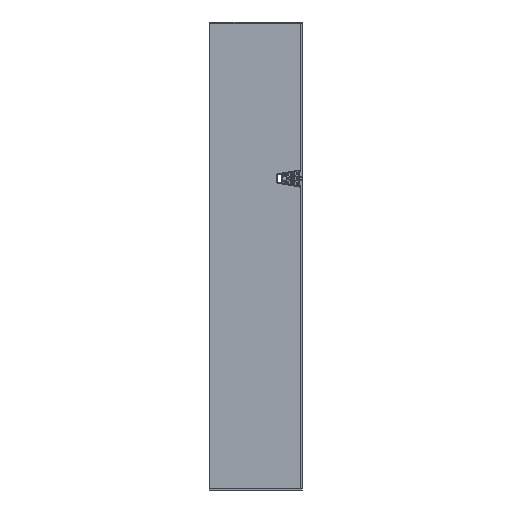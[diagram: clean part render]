
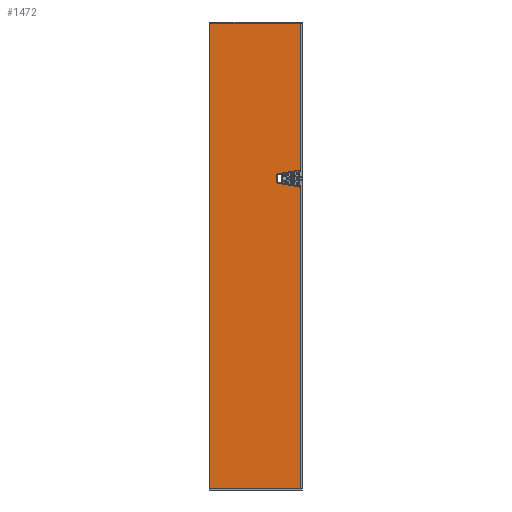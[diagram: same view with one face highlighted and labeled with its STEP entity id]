
A CAD part, front view. The second image highlights one B-rep face of the part: STEP entity #1472.
In plain terms, the highlighted planar face has unit normal (0, -1, 0).
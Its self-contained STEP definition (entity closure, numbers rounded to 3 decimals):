
#1472=ADVANCED_FACE('',(#3736),#3737,.T.);
#3736=FACE_OUTER_BOUND('',#6647,.T.);
#3737=PLANE('',#6648);
#6647=EDGE_LOOP('',(#14924,#14925,#14926,#14927,#14928,#14929,#14930,#14931,#14932,#14933));
#6648=AXIS2_PLACEMENT_3D('',#14934,#14935,#14936);
#14924=ORIENTED_EDGE('',*,*,#22489,.T.);
#14925=ORIENTED_EDGE('',*,*,#22490,.T.);
#14926=ORIENTED_EDGE('',*,*,#22218,.F.);
#14927=ORIENTED_EDGE('',*,*,#22394,.T.);
#14928=ORIENTED_EDGE('',*,*,#22491,.T.);
#14929=ORIENTED_EDGE('',*,*,#22438,.F.);
#14930=ORIENTED_EDGE('',*,*,#22214,.F.);
#14931=ORIENTED_EDGE('',*,*,#22492,.T.);
#14932=ORIENTED_EDGE('',*,*,#22493,.T.);
#14933=ORIENTED_EDGE('',*,*,#22494,.T.);
#14934=CARTESIAN_POINT('',(80.967,-291.558,0.0));
#14935=DIRECTION('',(0.,-1.0,0.));
#14936=DIRECTION('',(1.0,0.,0.));
#22214=EDGE_CURVE('',#27636,#27638,#27639,.T.);
#22218=EDGE_CURVE('',#27644,#27646,#27647,.T.);
#22394=EDGE_CURVE('',#27644,#27941,#27943,.T.);
#22438=EDGE_CURVE('',#27638,#28017,#28018,.T.);
#22489=EDGE_CURVE('',#28098,#28099,#28100,.F.);
#22490=EDGE_CURVE('',#28099,#27646,#28101,.T.);
#22491=EDGE_CURVE('',#27941,#28017,#28102,.T.);
#22492=EDGE_CURVE('',#27636,#28103,#28104,.T.);
#22493=EDGE_CURVE('',#28103,#28105,#28106,.F.);
#22494=EDGE_CURVE('',#28105,#28098,#28107,.T.);
#27636=VERTEX_POINT('',#35618);
#27638=VERTEX_POINT('',#35620);
#27639=LINE('',#35621,#35622);
#27644=VERTEX_POINT('',#35628);
#27646=VERTEX_POINT('',#35630);
#27647=LINE('',#35631,#35632);
#27941=VERTEX_POINT('',#36030);
#27943=LINE('',#36032,#36033);
#28017=VERTEX_POINT('',#36124);
#28018=LINE('',#36125,#36126);
#28098=VERTEX_POINT('',#36232);
#28099=VERTEX_POINT('',#36233);
#28100=CIRCLE('',#36234,2.2);
#28101=LINE('',#36235,#36236);
#28102=LINE('',#36237,#36238);
#28103=VERTEX_POINT('',#36239);
#28104=LINE('',#36240,#36241);
#28105=VERTEX_POINT('',#36242);
#28106=CIRCLE('',#36243,2.2);
#28107=LINE('',#36244,#36245);
#35618=CARTESIAN_POINT('',(80.967,-291.558,-315.688));
#35620=CARTESIAN_POINT('',(80.967,-291.558,-896.0));
#35621=CARTESIAN_POINT('',(80.967,-291.558,0.0));
#35622=VECTOR('',#43696,1000.0);
#35628=CARTESIAN_POINT('',(80.967,-291.558,0.0));
#35630=CARTESIAN_POINT('',(80.967,-291.558,-282.312));
#35631=CARTESIAN_POINT('',(80.967,-291.558,0.0));
#35632=VECTOR('',#43704,1000.0);
#36030=CARTESIAN_POINT('',(-93.523,-291.558,0.0));
#36032=CARTESIAN_POINT('',(80.967,-291.558,0.0));
#36033=VECTOR('',#44022,1000.0);
#36124=CARTESIAN_POINT('',(-93.523,-291.558,-896.0));
#36125=CARTESIAN_POINT('',(80.967,-291.558,-896.0));
#36126=VECTOR('',#44118,1000.0);
#36232=CARTESIAN_POINT('',(35.044,-291.558,-292.247));
#36233=CARTESIAN_POINT('',(36.862,-291.558,-290.08));
#36234=AXIS2_PLACEMENT_3D('',#44217,#44218,#44219);
#36235=CARTESIAN_POINT('',(129.195,-291.558,-273.818));
#36236=VECTOR('',#44220,1000.0);
#36237=CARTESIAN_POINT('',(-93.523,-291.558,0.0));
#36238=VECTOR('',#44221,1000.0);
#36239=CARTESIAN_POINT('',(36.862,-291.558,-307.92));
#36240=CARTESIAN_POINT('',(27.037,-291.558,-306.189));
#36241=VECTOR('',#44222,1000.0);
#36242=CARTESIAN_POINT('',(35.044,-291.558,-305.753));
#36243=AXIS2_PLACEMENT_3D('',#44223,#44224,#44225);
#36244=CARTESIAN_POINT('',(35.044,-291.558,0.0));
#36245=VECTOR('',#44226,1000.0);
#43696=DIRECTION('',(0.,0.,-1.0));
#43704=DIRECTION('',(0.,0.,-1.0));
#44022=DIRECTION('',(-1.0,0.,0.));
#44118=DIRECTION('',(-1.0,0.,0.));
#44217=CARTESIAN_POINT('',(37.244,-291.558,-292.247));
#44218=DIRECTION('',(0.,-1.0,0.));
#44219=DIRECTION('',(1.0,0.,0.));
#44220=DIRECTION('',(0.985,0.,0.173));
#44221=DIRECTION('',(0.,0.,-1.0));
#44222=DIRECTION('',(-0.985,0.,0.173));
#44223=CARTESIAN_POINT('',(37.244,-291.558,-305.753));
#44224=DIRECTION('',(0.,-1.0,0.));
#44225=DIRECTION('',(1.0,0.,0.));
#44226=DIRECTION('',(0.,0.,1.0));
